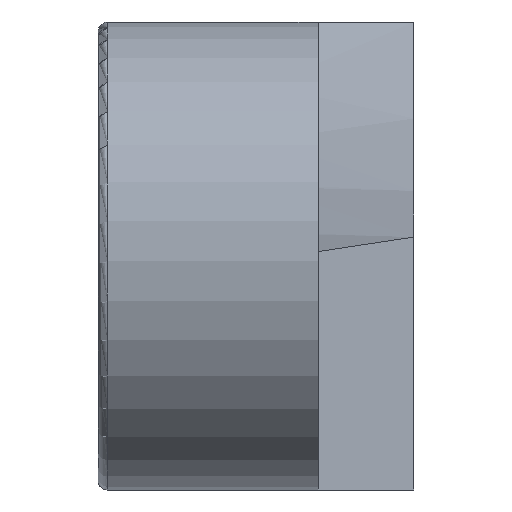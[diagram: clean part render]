
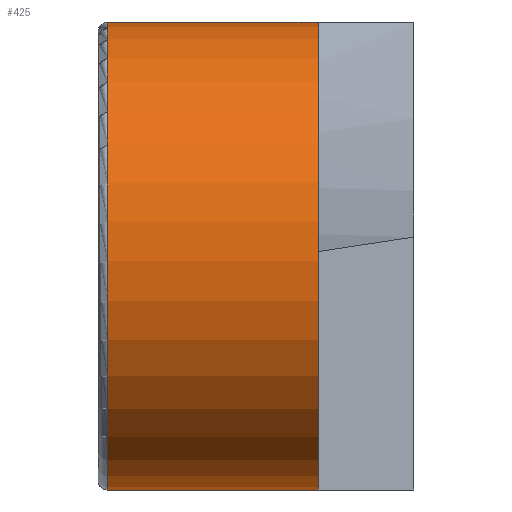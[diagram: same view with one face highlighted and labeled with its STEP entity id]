
A CAD part, left-side view. The second image highlights one B-rep face of the part: STEP entity #425.
In plain terms, the highlighted cylindrical face has radius 12.5 mm (diameter 25 mm), a partial arc.
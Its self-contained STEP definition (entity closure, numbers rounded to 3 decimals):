
#39 = LINE ( 'NONE', #723, #442 ) ;
#67 = DIRECTION ( 'NONE',  ( 0., 0., 1. ) ) ;
#75 = DIRECTION ( 'NONE',  ( -1., 0., 0. ) ) ;
#105 = CARTESIAN_POINT ( 'NONE',  ( -32.5, 16.37, -12.5 ) ) ;
#122 = VECTOR ( 'NONE', #1025, 1000. ) ;
#200 = DIRECTION ( 'NONE',  ( 0., 0., -1. ) ) ;
#312 = CARTESIAN_POINT ( 'NONE',  ( -32.5, 5.12, -12.5 ) ) ;
#325 = VERTEX_POINT ( 'NONE', #929 ) ;
#351 = VERTEX_POINT ( 'NONE', #1299 ) ;
#425 = ADVANCED_FACE ( 'NONE', ( #1144 ), #552, .T. ) ;
#434 = ORIENTED_EDGE ( 'NONE', *, *, #1366, .T. ) ;
#440 = DIRECTION ( 'NONE',  ( 0., -1., 0. ) ) ;
#442 = VECTOR ( 'NONE', #850, 1000. ) ;
#445 = CIRCLE ( 'NONE', #799, 12.5 ) ;
#552 = CYLINDRICAL_SURFACE ( 'NONE', #890, 12.5 ) ;
#561 = DIRECTION ( 'NONE',  ( 0., -1., 0. ) ) ;
#694 = CARTESIAN_POINT ( 'NONE',  ( -32.5, 16.37, 0. ) ) ;
#723 = CARTESIAN_POINT ( 'NONE',  ( -32.5, 16.87, -12.5 ) ) ;
#799 = AXIS2_PLACEMENT_3D ( 'NONE', #1539, #833, #75 ) ;
#826 = VERTEX_POINT ( 'NONE', #312 ) ;
#833 = DIRECTION ( 'NONE',  ( 0., -1., 0. ) ) ;
#850 = DIRECTION ( 'NONE',  ( 0., 1., 0. ) ) ;
#890 = AXIS2_PLACEMENT_3D ( 'NONE', #1423, #561, #200 ) ;
#891 = CIRCLE ( 'NONE', #1466, 12.5 ) ;
#929 = CARTESIAN_POINT ( 'NONE',  ( -33.058, 16.37, 12.488 ) ) ;
#979 = VERTEX_POINT ( 'NONE', #105 ) ;
#986 = EDGE_CURVE ( 'NONE', #826, #979, #39, .T. ) ;
#1025 = DIRECTION ( 'NONE',  ( 0., -1., 0. ) ) ;
#1034 = ORIENTED_EDGE ( 'NONE', *, *, #1369, .F. ) ;
#1132 = EDGE_CURVE ( 'NONE', #325, #351, #1208, .T. ) ;
#1144 = FACE_OUTER_BOUND ( 'NONE', #1162, .T. ) ;
#1162 = EDGE_LOOP ( 'NONE', ( #1382, #434, #1419, #1034 ) ) ;
#1208 = LINE ( 'NONE', #1454, #122 ) ;
#1299 = CARTESIAN_POINT ( 'NONE',  ( -33.058, 5.12, 12.488 ) ) ;
#1366 = EDGE_CURVE ( 'NONE', #325, #979, #891, .T. ) ;
#1369 = EDGE_CURVE ( 'NONE', #351, #826, #445, .T. ) ;
#1382 = ORIENTED_EDGE ( 'NONE', *, *, #1132, .F. ) ;
#1419 = ORIENTED_EDGE ( 'NONE', *, *, #986, .F. ) ;
#1423 = CARTESIAN_POINT ( 'NONE',  ( -32.5, 16.87, 0. ) ) ;
#1454 = CARTESIAN_POINT ( 'NONE',  ( -33.058, 8.435, 12.488 ) ) ;
#1466 = AXIS2_PLACEMENT_3D ( 'NONE', #694, #440, #67 ) ;
#1539 = CARTESIAN_POINT ( 'NONE',  ( -32.5, 5.12, 0. ) ) ;
